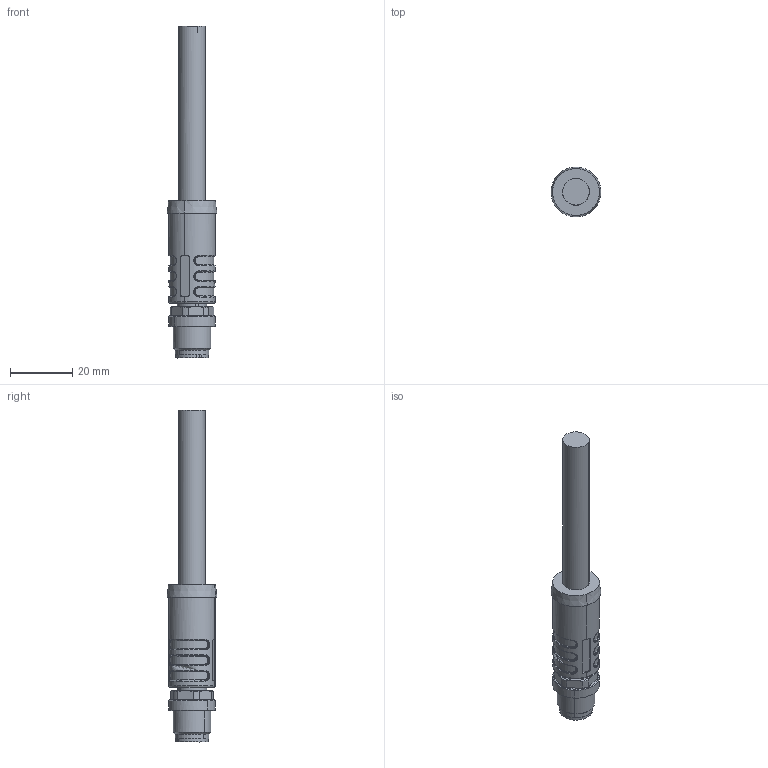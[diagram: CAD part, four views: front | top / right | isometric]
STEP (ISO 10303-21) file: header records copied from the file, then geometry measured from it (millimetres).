
FILE_DESCRIPTION(('CATIA V5 STEP Exchange','CAx-IF Rec.Pracs.--- Model Styling and Organization---1.5--- 2016-08-15','CAx-IF Rec.Pracs.---Supplemental Geometry---1.0---2011-11-01','CAx-IF Rec.Pracs.--- Composite Materials ---1.1---2010-07-15'),'2;1');
FILE_NAME ('2214880-2_0', '2025-11-03T12:54:31+00:00', ('none'), ('Weidmueller'), 'CATIA Version 5-6 Release 2024 SP4', 'CATIA V5 STEP AP214 v3', 'none');
FILE_SCHEMA(('AUTOMOTIVE_DESIGN { 1 0 10303 214 1 1 1 1 }'));
Length unit declared in the file: millimetre
Products named in the file (1): 3174620000
Bounding box: 15.99 x 15.99 x 106.5 mm (x, y, z)
Volume: 10744.6 mm3; surface area: 4883.3 mm2
Topology: 1 solids, 1 shells, 280 faces, 786 edges, 522 vertices
Faces by surface type: plane 92, cylinder 72, cone 42, bspline 32, torus 26, sphere 16
Entity records: 10477 total; most frequent: CARTESIAN_POINT 4340, ORIENTED_EDGE 1540, DIRECTION 813, EDGE_CURVE 770, VERTEX_POINT 522, AXIS2_PLACEMENT_3D 417, EDGE_LOOP 310, ADVANCED_FACE 280
